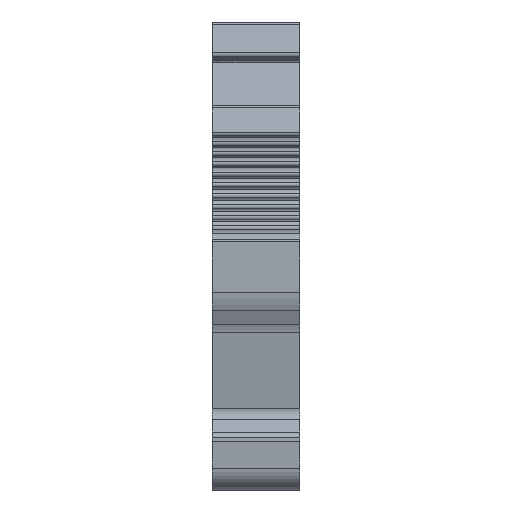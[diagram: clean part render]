
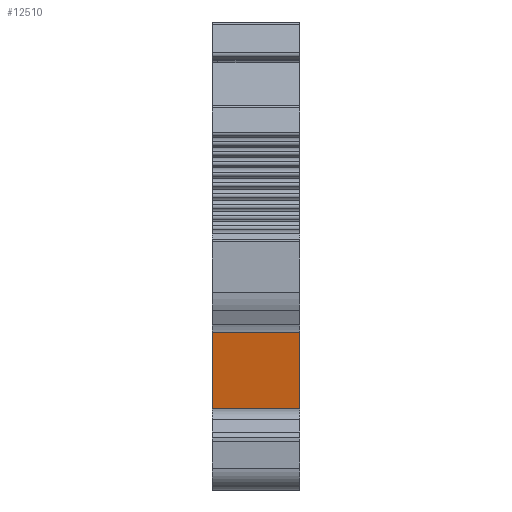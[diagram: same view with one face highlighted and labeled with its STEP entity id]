
A CAD part, left-side view. The second image highlights one B-rep face of the part: STEP entity #12510.
In plain terms, the highlighted planar face has unit normal (-0.986, 0, -0.168).
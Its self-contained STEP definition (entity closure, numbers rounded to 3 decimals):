
#2519=ORIENTED_EDGE('',*,*,#4621,.F.);
#2520=ORIENTED_EDGE('',*,*,#4663,.T.);
#2521=ORIENTED_EDGE('',*,*,#4397,.F.);
#2522=ORIENTED_EDGE('',*,*,#4664,.F.);
#4397=EDGE_CURVE('',#5466,#5467,#6253,.T.);
#4621=EDGE_CURVE('',#5605,#5602,#6379,.T.);
#4663=EDGE_CURVE('',#5605,#5467,#6417,.T.);
#4664=EDGE_CURVE('',#5602,#5466,#6418,.T.);
#5466=VERTEX_POINT('',#18422);
#5467=VERTEX_POINT('',#18423);
#5602=VERTEX_POINT('',#18888);
#5605=VERTEX_POINT('',#18893);
#6253=LINE('',#18421,#7074);
#6379=LINE('',#18894,#7200);
#6417=LINE('',#18972,#7238);
#6418=LINE('',#18973,#7239);
#7074=VECTOR('',#15398,1000.);
#7200=VECTOR('',#15874,1000.);
#7238=VECTOR('',#15952,1000.);
#7239=VECTOR('',#15953,1000.);
#7750=EDGE_LOOP('',(#2519,#2520,#2521,#2522));
#8278=FACE_BOUND('',#7750,.T.);
#8569=PLANE('',#13437);
#12510=ADVANCED_FACE('',(#8278),#8569,.F.);
#13437=AXIS2_PLACEMENT_3D('',#18971,#15950,#15951);
#15398=DIRECTION('',(0.,-1.,0.));
#15874=DIRECTION('',(0.,1.,0.));
#15950=DIRECTION('',(0.986,0.,0.168));
#15951=DIRECTION('',(0.168,0.,-0.986));
#15952=DIRECTION('',(-0.168,0.,0.986));
#15953=DIRECTION('',(-0.168,0.,0.986));
#18421=CARTESIAN_POINT('',(-29.844,17.413,-3.657));
#18422=CARTESIAN_POINT('',(-29.844,4.25,-3.657));
#18423=CARTESIAN_POINT('',(-29.844,-3.75,-3.657));
#18888=CARTESIAN_POINT('',(-28.65,4.25,-10.663));
#18893=CARTESIAN_POINT('',(-28.65,-3.75,-10.663));
#18894=CARTESIAN_POINT('',(-28.65,3.25,-10.663));
#18971=CARTESIAN_POINT('',(-27.853,17.413,-15.344));
#18972=CARTESIAN_POINT('',(-27.853,-3.75,-15.344));
#18973=CARTESIAN_POINT('',(-29.608,4.25,-5.044));
